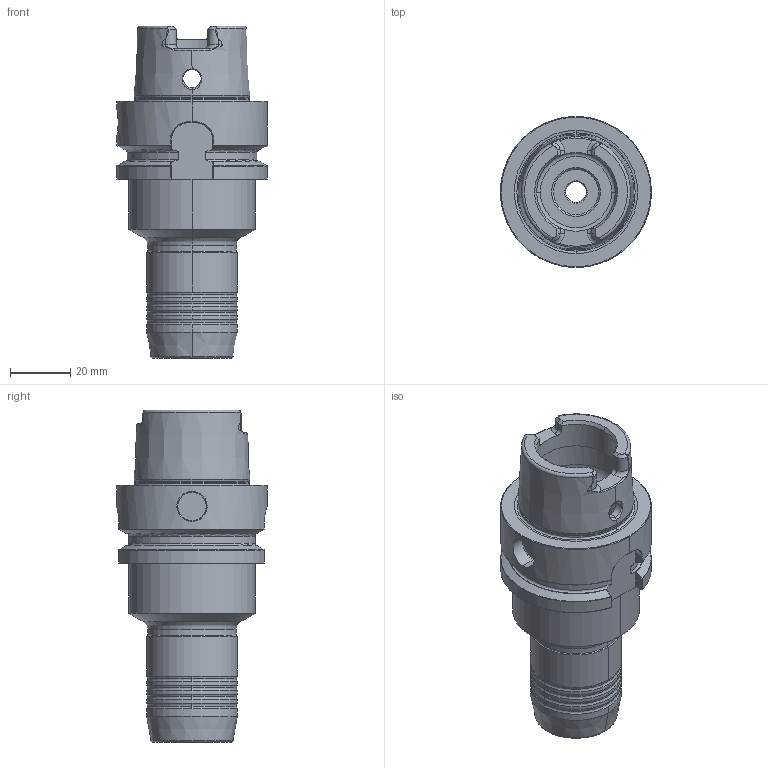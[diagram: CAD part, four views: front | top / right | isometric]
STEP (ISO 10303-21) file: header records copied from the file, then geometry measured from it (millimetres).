
FILE_DESCRIPTION (( 'STEP AP214' ), '1' );
FILE_NAME ('77.A50.010 x=85_step.STEP', '2021-06-10T20:47:07', ( '' ), ( '' ), 'SwSTEP 2.0', 'SolidWorks 2018', '' );
FILE_SCHEMA (( 'AUTOMOTIVE_DESIGN' ));
Length unit declared in the file: millimetre
Products named in the file (1): 77.A50.010 x=85_step
Bounding box: 49.95 x 49.95 x 109.9 mm (x, y, z)
Volume: 97429.1 mm3; surface area: 22639.2 mm2
Topology: 1 solids, 1 shells, 316 faces, 773 edges, 447 vertices
Faces by surface type: bspline 85, cylinder 63, torus 62, plane 61, cone 45
Entity records: 18001 total; most frequent: CARTESIAN_POINT 11172, ORIENTED_EDGE 1518, DIRECTION 1147, EDGE_CURVE 759, AXIS2_PLACEMENT_3D 495, VERTEX_POINT 447, EDGE_LOOP 324, ADVANCED_FACE 316
